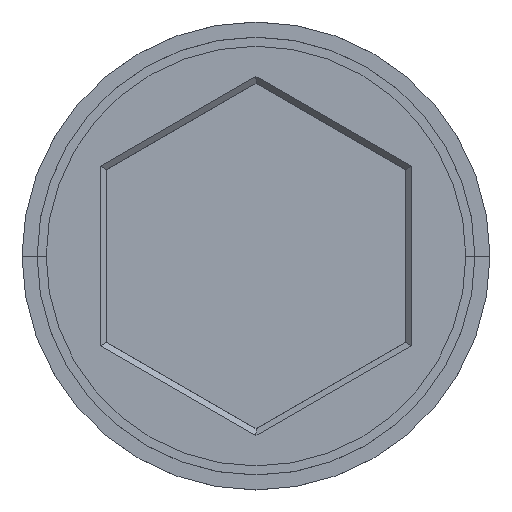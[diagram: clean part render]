
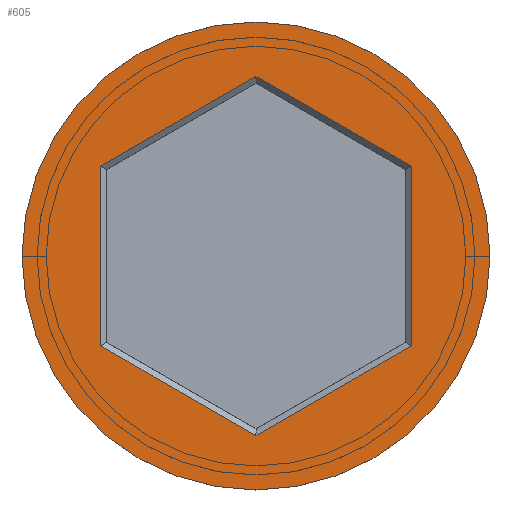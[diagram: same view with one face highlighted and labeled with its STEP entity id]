
A CAD part, top view. The second image highlights one B-rep face of the part: STEP entity #605.
In plain terms, the highlighted planar face has unit normal (0, 0, 1).
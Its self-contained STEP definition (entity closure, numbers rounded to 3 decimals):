
#46 = AXIS2_PLACEMENT_3D ( 'NONE', #1112, #1127, #1459 ) ;
#53 = DIRECTION ( 'NONE',  ( -0.866, 0.5, 0. ) ) ;
#69 = CARTESIAN_POINT ( 'NONE',  ( -5.05, -3.031, 0. ) ) ;
#70 = LINE ( 'NONE', #1212, #964 ) ;
#90 = EDGE_CURVE ( 'NONE', #837, #1187, #814, .T. ) ;
#95 = VERTEX_POINT ( 'NONE', #139 ) ;
#123 = VECTOR ( 'NONE', #705, 1000. ) ;
#137 = ORIENTED_EDGE ( 'NONE', *, *, #1007, .T. ) ;
#139 = CARTESIAN_POINT ( 'NONE',  ( -5.15, -2.973, 0. ) ) ;
#140 = DIRECTION ( 'NONE',  ( 1., 0., 0. ) ) ;
#146 = VERTEX_POINT ( 'NONE', #1210 ) ;
#159 = EDGE_CURVE ( 'NONE', #1398, #837, #1335, .T. ) ;
#184 = CARTESIAN_POINT ( 'NONE',  ( 0., -5.947, 0. ) ) ;
#188 = DIRECTION ( 'NONE',  ( -0.866, -0.5, 0. ) ) ;
#262 = EDGE_CURVE ( 'NONE', #95, #966, #821, .T. ) ;
#264 = CARTESIAN_POINT ( 'NONE',  ( -5.15, 2.858, 0. ) ) ;
#289 = DIRECTION ( 'NONE',  ( 0., 0., 1. ) ) ;
#300 = CARTESIAN_POINT ( 'NONE',  ( 0., 5.947, 0. ) ) ;
#308 = CARTESIAN_POINT ( 'NONE',  ( -7.75, 0., 0. ) ) ;
#313 = FACE_OUTER_BOUND ( 'NONE', #358, .T. ) ;
#333 = AXIS2_PLACEMENT_3D ( 'NONE', #1102, #289, #515 ) ;
#351 = VECTOR ( 'NONE', #53, 1000. ) ;
#358 = EDGE_LOOP ( 'NONE', ( #777, #1132 ) ) ;
#399 = VECTOR ( 'NONE', #713, 1000. ) ;
#402 = CIRCLE ( 'NONE', #46, 7.75 ) ;
#412 = EDGE_CURVE ( 'NONE', #766, #95, #1081, .T. ) ;
#479 = EDGE_CURVE ( 'NONE', #1442, #146, #722, .T. ) ;
#515 = DIRECTION ( 'NONE',  ( 1., 0., 0. ) ) ;
#517 = EDGE_CURVE ( 'NONE', #966, #1398, #1206, .T. ) ;
#605 = ADVANCED_FACE ( 'NONE', ( #1078, #313 ), #643, .T. ) ;
#622 = EDGE_CURVE ( 'NONE', #146, #1442, #402, .T. ) ;
#643 = PLANE ( 'NONE',  #333 ) ;
#705 = DIRECTION ( 'NONE',  ( 0., -1., 0. ) ) ;
#713 = DIRECTION ( 'NONE',  ( 0., 1., 0. ) ) ;
#722 = CIRCLE ( 'NONE', #860, 7.75 ) ;
#735 = ORIENTED_EDGE ( 'NONE', *, *, #517, .T. ) ;
#743 = VECTOR ( 'NONE', #1098, 1000. ) ;
#766 = VERTEX_POINT ( 'NONE', #184 ) ;
#776 = CARTESIAN_POINT ( 'NONE',  ( -5.15, 2.973, 0. ) ) ;
#777 = ORIENTED_EDGE ( 'NONE', *, *, #622, .T. ) ;
#787 = ORIENTED_EDGE ( 'NONE', *, *, #90, .T. ) ;
#814 = LINE ( 'NONE', #1274, #123 ) ;
#821 = LINE ( 'NONE', #264, #399 ) ;
#837 = VERTEX_POINT ( 'NONE', #1286 ) ;
#850 = DIRECTION ( 'NONE',  ( 0.866, 0.5, 0. ) ) ;
#860 = AXIS2_PLACEMENT_3D ( 'NONE', #1055, #1163, #140 ) ;
#943 = ORIENTED_EDGE ( 'NONE', *, *, #262, .T. ) ;
#964 = VECTOR ( 'NONE', #188, 1000. ) ;
#966 = VERTEX_POINT ( 'NONE', #776 ) ;
#1007 = EDGE_CURVE ( 'NONE', #1187, #766, #70, .T. ) ;
#1055 = CARTESIAN_POINT ( 'NONE',  ( 0., 0., 0. ) ) ;
#1078 = FACE_BOUND ( 'NONE', #1467, .T. ) ;
#1081 = LINE ( 'NONE', #69, #351 ) ;
#1088 = ORIENTED_EDGE ( 'NONE', *, *, #159, .T. ) ;
#1098 = DIRECTION ( 'NONE',  ( 0.866, -0.5, 0. ) ) ;
#1102 = CARTESIAN_POINT ( 'NONE',  ( 0., 0., 0. ) ) ;
#1112 = CARTESIAN_POINT ( 'NONE',  ( 0., 0., 0. ) ) ;
#1127 = DIRECTION ( 'NONE',  ( 0., 0., 1. ) ) ;
#1132 = ORIENTED_EDGE ( 'NONE', *, *, #479, .T. ) ;
#1163 = DIRECTION ( 'NONE',  ( 0., 0., 1. ) ) ;
#1187 = VERTEX_POINT ( 'NONE', #1250 ) ;
#1206 = LINE ( 'NONE', #1430, #1412 ) ;
#1210 = CARTESIAN_POINT ( 'NONE',  ( 7.75, 0., 0. ) ) ;
#1212 = CARTESIAN_POINT ( 'NONE',  ( 0.1, -5.889, 0. ) ) ;
#1250 = CARTESIAN_POINT ( 'NONE',  ( 5.15, -2.973, 0. ) ) ;
#1274 = CARTESIAN_POINT ( 'NONE',  ( 5.15, -2.858, 0. ) ) ;
#1286 = CARTESIAN_POINT ( 'NONE',  ( 5.15, 2.973, 0. ) ) ;
#1331 = CARTESIAN_POINT ( 'NONE',  ( 5.05, 3.031, 0. ) ) ;
#1335 = LINE ( 'NONE', #1331, #743 ) ;
#1398 = VERTEX_POINT ( 'NONE', #300 ) ;
#1412 = VECTOR ( 'NONE', #850, 1000. ) ;
#1430 = CARTESIAN_POINT ( 'NONE',  ( -0.1, 5.889, 0. ) ) ;
#1442 = VERTEX_POINT ( 'NONE', #308 ) ;
#1453 = ORIENTED_EDGE ( 'NONE', *, *, #412, .T. ) ;
#1459 = DIRECTION ( 'NONE',  ( 1., 0., 0. ) ) ;
#1467 = EDGE_LOOP ( 'NONE', ( #1453, #943, #735, #1088, #787, #137 ) ) ;
